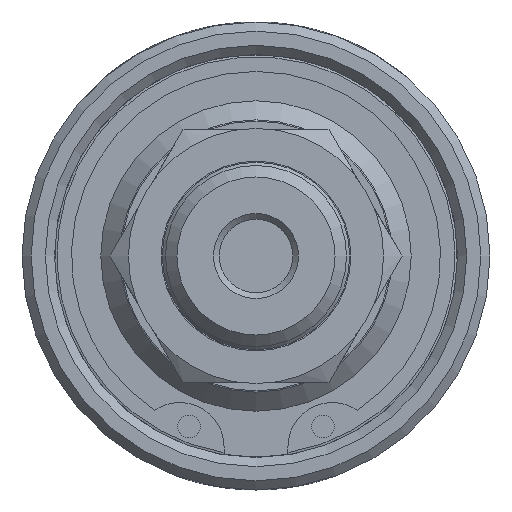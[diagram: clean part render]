
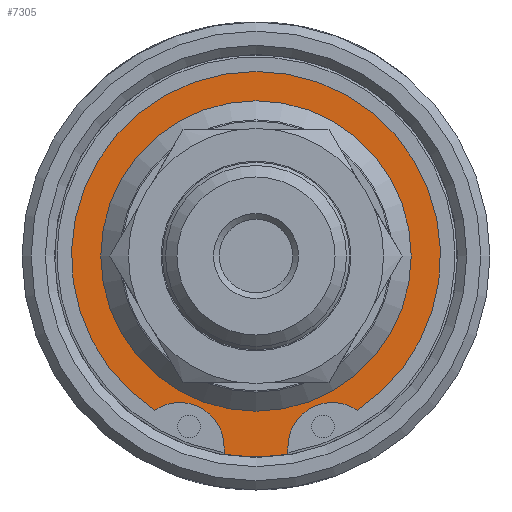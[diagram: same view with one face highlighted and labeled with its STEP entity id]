
A CAD part, left-side view. The second image highlights one B-rep face of the part: STEP entity #7305.
In plain terms, the highlighted planar face has unit normal (-1, 0, 0).
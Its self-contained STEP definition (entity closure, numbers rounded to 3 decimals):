
#479=LINE('',#16450,#881);
#489=LINE('',#16481,#891);
#881=VECTOR('',#9618,0.684);
#891=VECTOR('',#9648,0.684);
#1083=FACE_BOUND('',#2444,.T.);
#1988=FACE_OUTER_BOUND('',#2443,.T.);
#2443=EDGE_LOOP('',(#6564,#6565,#6566,#6567,#6568,#6569));
#2444=EDGE_LOOP('',(#6570,#6571));
#2645=CIRCLE('',#7970,3.848);
#2647=CIRCLE('',#7973,16.053);
#2649=CIRCLE('',#7976,3.848);
#2655=CIRCLE('',#7986,17.5);
#2656=CIRCLE('',#7987,13.5);
#2657=CIRCLE('',#7988,13.5);
#3368=VERTEX_POINT('',#16447);
#3369=VERTEX_POINT('',#16449);
#3374=VERTEX_POINT('',#16463);
#3380=VERTEX_POINT('',#16479);
#3385=VERTEX_POINT('',#16498);
#3387=VERTEX_POINT('',#16504);
#3392=VERTEX_POINT('',#16525);
#3393=VERTEX_POINT('',#16526);
#4430=EDGE_CURVE('',#3369,#3368,#479,.T.);
#4446=EDGE_CURVE('',#3374,#3380,#489,.T.);
#4454=EDGE_CURVE('',#3385,#3369,#2645,.T.);
#4457=EDGE_CURVE('',#3387,#3385,#2647,.T.);
#4460=EDGE_CURVE('',#3380,#3387,#2649,.T.);
#4467=EDGE_CURVE('',#3368,#3374,#2655,.T.);
#4468=EDGE_CURVE('',#3392,#3393,#2656,.T.);
#4469=EDGE_CURVE('',#3393,#3392,#2657,.T.);
#6564=ORIENTED_EDGE('',*,*,#4446,.T.);
#6565=ORIENTED_EDGE('',*,*,#4460,.T.);
#6566=ORIENTED_EDGE('',*,*,#4457,.T.);
#6567=ORIENTED_EDGE('',*,*,#4454,.T.);
#6568=ORIENTED_EDGE('',*,*,#4430,.T.);
#6569=ORIENTED_EDGE('',*,*,#4467,.T.);
#6570=ORIENTED_EDGE('',*,*,#4468,.F.);
#6571=ORIENTED_EDGE('',*,*,#4469,.F.);
#6915=PLANE('',#7985);
#7305=ADVANCED_FACE('',(#1988,#1083),#6915,.T.);
#7970=AXIS2_PLACEMENT_3D('',#16499,#9665,#9666);
#7973=AXIS2_PLACEMENT_3D('',#16505,#9672,#9673);
#7976=AXIS2_PLACEMENT_3D('',#16510,#9679,#9680);
#7985=AXIS2_PLACEMENT_3D('',#16523,#9698,#9699);
#7986=AXIS2_PLACEMENT_3D('',#16524,#9700,#9701);
#7987=AXIS2_PLACEMENT_3D('',#16527,#9702,#9703);
#7988=AXIS2_PLACEMENT_3D('',#16528,#9704,#9705);
#9618=DIRECTION('',(0.,0.,-1.));
#9648=DIRECTION('',(0.,0.,1.));
#9665=DIRECTION('center_axis',(1.,0.,0.));
#9666=DIRECTION('ref_axis',(0.,-1.,0.));
#9672=DIRECTION('center_axis',(-1.,0.,0.));
#9673=DIRECTION('ref_axis',(0.,0.549,0.836));
#9679=DIRECTION('center_axis',(1.,0.,0.));
#9680=DIRECTION('ref_axis',(0.,-0.566,0.824));
#9698=DIRECTION('center_axis',(-1.,0.,0.));
#9699=DIRECTION('ref_axis',(0.,-1.,0.));
#9700=DIRECTION('center_axis',(-1.,0.,0.));
#9701=DIRECTION('ref_axis',(0.,-1.,0.));
#9702=DIRECTION('center_axis',(-1.,0.,0.));
#9703=DIRECTION('ref_axis',(0.,-1.,0.));
#9704=DIRECTION('center_axis',(-1.,0.,0.));
#9705=DIRECTION('ref_axis',(0.,-1.,0.));
#16447=CARTESIAN_POINT('',(32.2,2.781,-17.278));
#16449=CARTESIAN_POINT('',(32.2,2.781,-16.594));
#16450=CARTESIAN_POINT('',(32.2,2.781,-16.594));
#16463=CARTESIAN_POINT('',(32.2,-2.781,-17.278));
#16479=CARTESIAN_POINT('',(32.2,-2.781,-16.594));
#16481=CARTESIAN_POINT('',(32.2,-2.781,-17.278));
#16498=CARTESIAN_POINT('',(32.2,8.807,-13.421));
#16499=CARTESIAN_POINT('Origin',(32.2,6.629,-16.594));
#16504=CARTESIAN_POINT('',(32.2,-8.807,-13.421));
#16505=CARTESIAN_POINT('Origin',(32.2,0.,0.));
#16510=CARTESIAN_POINT('Origin',(32.2,-6.629,-16.594));
#16523=CARTESIAN_POINT('Origin',(32.2,-15.5,0.));
#16524=CARTESIAN_POINT('Origin',(32.2,0.,0.));
#16525=CARTESIAN_POINT('',(32.2,-13.5,0.));
#16526=CARTESIAN_POINT('',(32.2,13.5,0.));
#16527=CARTESIAN_POINT('Origin',(32.2,0.,0.));
#16528=CARTESIAN_POINT('Origin',(32.2,0.,0.));
